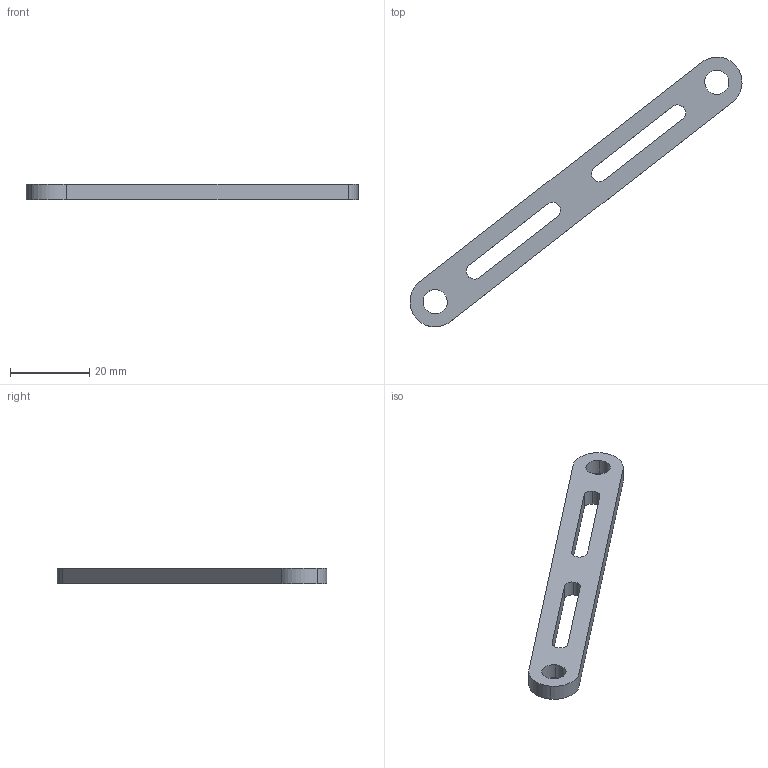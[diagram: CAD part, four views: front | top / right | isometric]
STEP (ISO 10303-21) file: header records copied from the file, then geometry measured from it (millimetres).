
FILE_DESCRIPTION (( 'STEP AP214' ), '1' );
FILE_NAME ('1.STEP', '2020-12-08T06:33:46', ( 'user' ), ( '' ), 'SwSTEP 2.0', 'SolidWorks 2020', '' );
FILE_SCHEMA (( 'AUTOMOTIVE_DESIGN' ));
Length unit declared in the file: millimetre
Products named in the file (2): 1; Link 1
Assembly tree (1 placements, depth 2):
  1
    Link 1
Bounding box: 83.7 x 67.99 x 4 mm (x, y, z)
Volume: 3944.4 mm3; surface area: 3505.6 mm2
Topology: 1 solids, 1 shells, 21 faces, 57 edges, 38 vertices
Faces by surface type: cylinder 13, plane 8
Entity records: 759 total; most frequent: DIRECTION 133, CARTESIAN_POINT 120, ORIENTED_EDGE 114, EDGE_CURVE 57, AXIS2_PLACEMENT_3D 51, VERTEX_POINT 38, VECTOR 31, LINE 31
